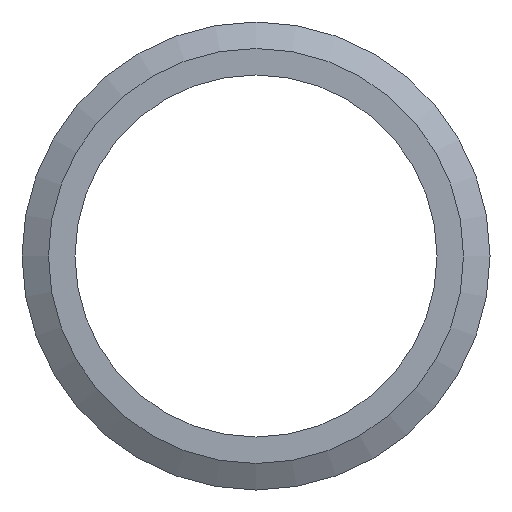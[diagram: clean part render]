
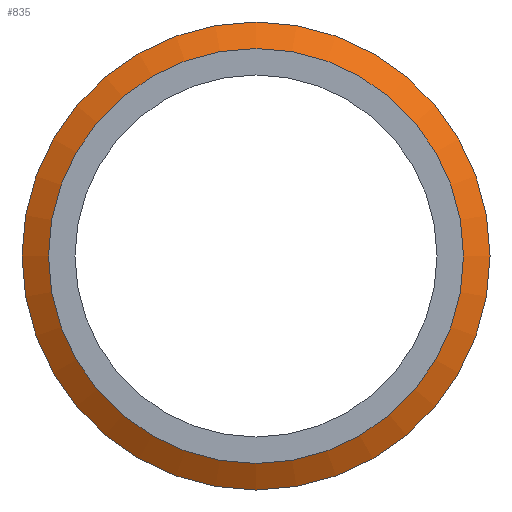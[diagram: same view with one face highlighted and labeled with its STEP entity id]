
A CAD part, left-side view. The second image highlights one B-rep face of the part: STEP entity #835.
In plain terms, the highlighted conical face has half-angle 60 degrees and reference radius 25 mm.
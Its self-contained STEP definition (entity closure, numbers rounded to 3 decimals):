
#481=CARTESIAN_POINT('',(-8.768,26.5,0.0));
#482=VERTEX_POINT('',#481);
#483=CARTESIAN_POINT('',(-8.768,0.0,0.0));
#484=DIRECTION('',(1.0,0.0,0.0));
#485=DIRECTION('',(0.0,1.0,0.0));
#486=AXIS2_PLACEMENT_3D('',#483,#484,#485);
#487=CIRCLE('',#486,26.5);
#488=EDGE_CURVE('',#482,#482,#487,.T.);
#809=CARTESIAN_POINT('',(-10.5,23.5,0.0));
#810=VERTEX_POINT('',#809);
#811=CARTESIAN_POINT('',(-10.5,0.0,0.0));
#812=DIRECTION('',(1.0,0.0,0.0));
#813=DIRECTION('',(0.0,1.0,0.0));
#814=AXIS2_PLACEMENT_3D('',#811,#812,#813);
#815=CIRCLE('',#814,23.5);
#816=EDGE_CURVE('',#810,#810,#815,.T.);
#824=CARTESIAN_POINT('',(-9.634,0.0,0.0));
#825=DIRECTION('',(1.0,0.0,0.0));
#826=DIRECTION('',(0.0,1.0,0.0));
#827=AXIS2_PLACEMENT_3D('',#824,#825,#826);
#828=CONICAL_SURFACE('',#827,25.,60.);
#829=ORIENTED_EDGE('',*,*,#488,.F.);
#830=EDGE_LOOP('',(#829));
#831=FACE_OUTER_BOUND('',#830,.T.);
#832=ORIENTED_EDGE('',*,*,#816,.T.);
#833=EDGE_LOOP('',(#832));
#834=FACE_BOUND('',#833,.T.);
#835=ADVANCED_FACE('',(#831,#834),#828,.T.);
